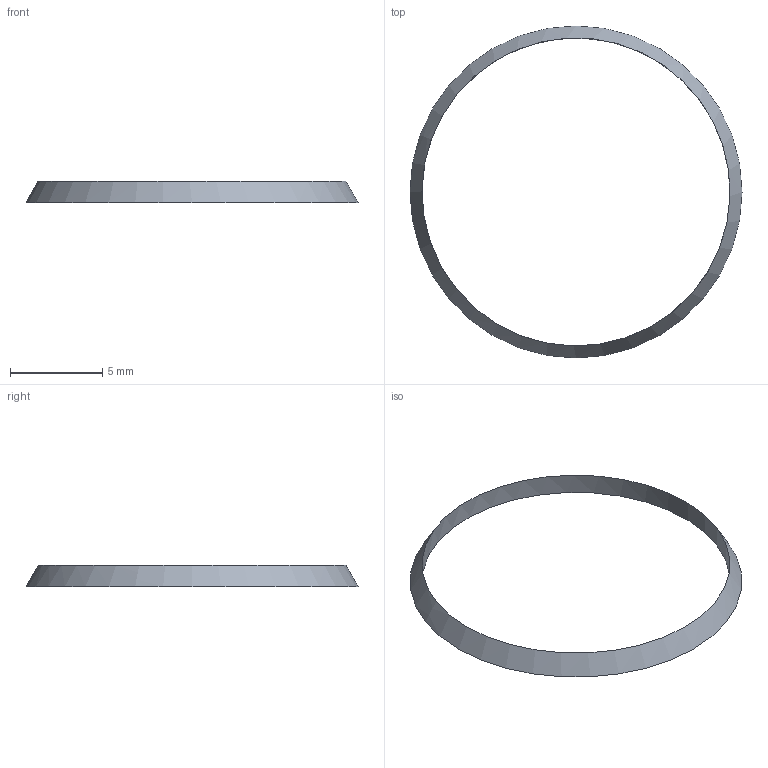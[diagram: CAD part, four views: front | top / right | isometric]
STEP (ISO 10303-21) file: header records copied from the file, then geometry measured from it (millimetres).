
FILE_DESCRIPTION(/* description */ (''),/* implementation_level */ '2;1');
FILE_NAME(/* name */ 'PCBWAY AGAIN PROPS DECOR BANDX4.step',/* time_stamp */ '2025-12-06T08:03:07Z',/* author */ (''),/* organization */ (''),/* preprocessor_version */ 'ST-DEVELOPER v20.1',/* originating_system */ 'Autodesk Translation Framework v14.21.0.0',/* authorisation */ '');
FILE_SCHEMA (('AUTOMOTIVE_DESIGN { 1 0 10303 214 3 1 1 }'));
Length unit declared in the file: millimetre
Products named in the file (2): PCBWAY AGAIN; PROP DECOR BAND2
Assembly tree (1 placements, depth 2):
  PCBWAY AGAIN
    PROP DECOR BAND2
Bounding box: 18.01 x 18.01 x 1.14 mm (x, y, z)
Volume: 21 mm3; surface area: 167.1 mm2
Topology: 1 solids, 1 shells, 3 faces, 6 edges, 4 vertices
Faces by surface type: cylinder 1, plane 1, sphere 1
Full cylindrical faces by diameter (mm): 16.708 x1
Entity records: 226 total; most frequent: DIRECTION 23, CARTESIAN_POINT 16, PRESENTATION_STYLE_ASSIGNMENT 13, SURFACE_STYLE_USAGE 13, SURFACE_SIDE_STYLE 13, SURFACE_STYLE_FILL_AREA 13, FILL_AREA_STYLE 13, FILL_AREA_STYLE_COLOUR 13
